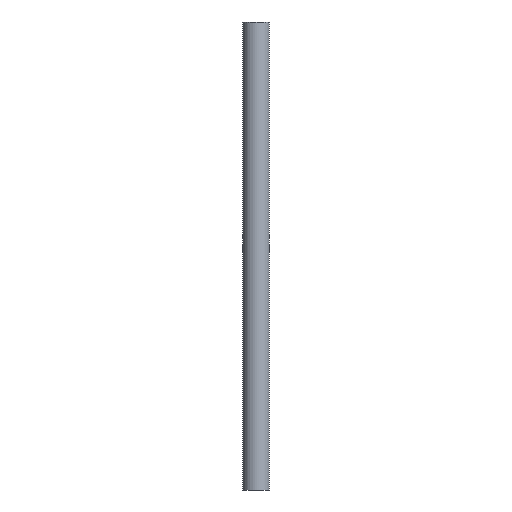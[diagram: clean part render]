
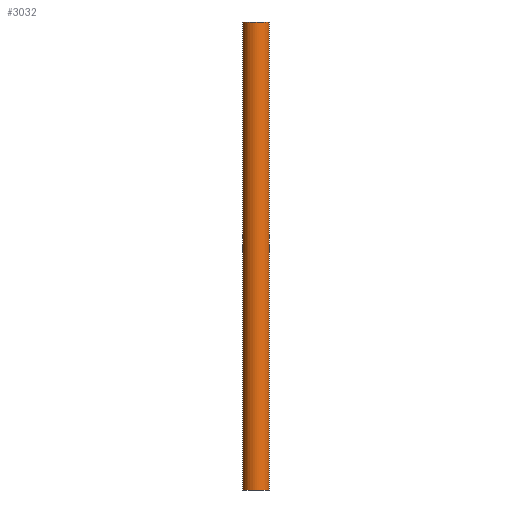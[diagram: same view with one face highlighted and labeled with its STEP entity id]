
A CAD part, left-side view. The second image highlights one B-rep face of the part: STEP entity #3032.
In plain terms, the highlighted cylindrical face has radius 20 mm (diameter 40 mm), a partial arc.
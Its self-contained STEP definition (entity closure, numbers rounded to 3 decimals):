
#246=FACE_OUTER_BOUND('',#398,.T.);
#398=EDGE_LOOP('',(#2497,#2498,#2499,#2500));
#702=LINE('',#5148,#1000);
#703=LINE('',#5154,#1001);
#1000=VECTOR('',#4242,10.);
#1001=VECTOR('',#4249,10.);
#1157=CIRCLE('',#3349,20.);
#1158=CIRCLE('',#3350,20.);
#1453=VERTEX_POINT('',#5144);
#1454=VERTEX_POINT('',#5146);
#1455=VERTEX_POINT('',#5150);
#1456=VERTEX_POINT('',#5152);
#1900=EDGE_CURVE('',#1453,#1454,#702,.T.);
#1901=EDGE_CURVE('',#1455,#1453,#1157,.T.);
#1902=EDGE_CURVE('',#1456,#1454,#1158,.T.);
#1903=EDGE_CURVE('',#1455,#1456,#703,.T.);
#2497=ORIENTED_EDGE('',*,*,#1901,.T.);
#2498=ORIENTED_EDGE('',*,*,#1900,.T.);
#2499=ORIENTED_EDGE('',*,*,#1902,.F.);
#2500=ORIENTED_EDGE('',*,*,#1903,.F.);
#2884=CYLINDRICAL_SURFACE('',#3348,20.);
#3032=ADVANCED_FACE('',(#246),#2884,.T.);
#3348=AXIS2_PLACEMENT_3D('',#5149,#4243,#4244);
#3349=AXIS2_PLACEMENT_3D('',#5151,#4245,#4246);
#3350=AXIS2_PLACEMENT_3D('',#5153,#4247,#4248);
#4242=DIRECTION('',(0.,0.,1.));
#4243=DIRECTION('center_axis',(0.,0.,1.));
#4244=DIRECTION('ref_axis',(0.,1.,0.));
#4245=DIRECTION('center_axis',(0.,0.,1.));
#4246=DIRECTION('ref_axis',(-1.,0.,0.));
#4247=DIRECTION('center_axis',(0.,0.,1.));
#4248=DIRECTION('ref_axis',(-1.,0.,0.));
#4249=DIRECTION('',(0.,0.,1.));
#5144=CARTESIAN_POINT('',(-6.206,-18.961,1524.));
#5146=CARTESIAN_POINT('',(-6.206,-18.961,2224.));
#5148=CARTESIAN_POINT('',(-6.206,-18.961,1524.));
#5149=CARTESIAN_POINT('Origin',(0.039,0.039,1524.));
#5150=CARTESIAN_POINT('',(6.284,-18.961,1524.));
#5151=CARTESIAN_POINT('Origin',(0.039,0.039,1524.));
#5152=CARTESIAN_POINT('',(6.284,-18.961,2224.));
#5153=CARTESIAN_POINT('Origin',(0.039,0.039,2224.));
#5154=CARTESIAN_POINT('',(6.284,-18.961,1524.));
